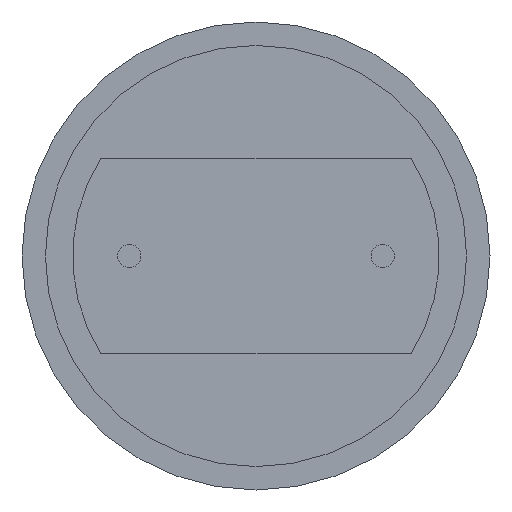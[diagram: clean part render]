
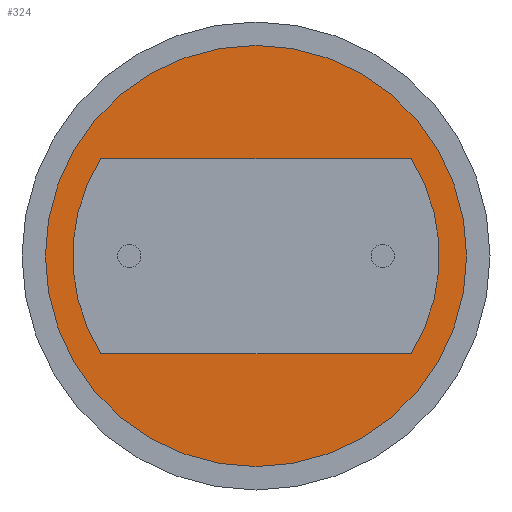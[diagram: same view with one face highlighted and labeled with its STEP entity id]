
A CAD part, front view. The second image highlights one B-rep face of the part: STEP entity #324.
In plain terms, the highlighted planar face has unit normal (0, -1, 0).
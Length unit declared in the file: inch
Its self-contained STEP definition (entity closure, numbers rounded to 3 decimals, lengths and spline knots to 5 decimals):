
#18 = FACE_OUTER_BOUND ( 'NONE', #547, .T. ) ;
#21 = AXIS2_PLACEMENT_3D ( 'NONE', #791, #99, #703 ) ;
#34 = ORIENTED_EDGE ( 'NONE', *, *, #479, .T. ) ;
#42 = AXIS2_PLACEMENT_3D ( 'NONE', #793, #529, #696 ) ;
#50 = CARTESIAN_POINT ( 'NONE',  ( -0.15669, 0.01772, -0.09843 ) ) ;
#52 = VERTEX_POINT ( 'NONE', #1112 ) ;
#89 = VERTEX_POINT ( 'NONE', #50 ) ;
#99 = DIRECTION ( 'NONE',  ( 0., -1., 0. ) ) ;
#128 = DIRECTION ( 'NONE',  ( 0., 0., -1. ) ) ;
#163 = VECTOR ( 'NONE', #1049, 39.37008 ) ;
#174 = LINE ( 'NONE', #1125, #163 ) ;
#181 = ORIENTED_EDGE ( 'NONE', *, *, #705, .F. ) ;
#186 = DIRECTION ( 'NONE',  ( 0., -1., 0. ) ) ;
#223 = EDGE_LOOP ( 'NONE', ( #181, #356, #717, #401 ) ) ;
#238 = AXIS2_PLACEMENT_3D ( 'NONE', #493, #1035, #334 ) ;
#267 = CARTESIAN_POINT ( 'NONE',  ( 0., 0.01772, -0.2126 ) ) ;
#282 = FACE_BOUND ( 'NONE', #223, .T. ) ;
#304 = EDGE_CURVE ( 'NONE', #988, #1092, #600, .T. ) ;
#308 = ORIENTED_EDGE ( 'NONE', *, *, #304, .T. ) ;
#324 = ADVANCED_FACE ( 'NONE', ( #282, #18 ), #440, .T. ) ;
#334 = DIRECTION ( 'NONE',  ( 0., 0., -1. ) ) ;
#356 = ORIENTED_EDGE ( 'NONE', *, *, #748, .F. ) ;
#362 = CIRCLE ( 'NONE', #238, 0.2126 ) ;
#372 = CARTESIAN_POINT ( 'NONE',  ( 0.15669, 0.01772, -0.09843 ) ) ;
#401 = ORIENTED_EDGE ( 'NONE', *, *, #850, .F. ) ;
#440 = PLANE ( 'NONE',  #21 ) ;
#445 = CARTESIAN_POINT ( 'NONE',  ( 0., 0.01772, 0. ) ) ;
#469 = DIRECTION ( 'NONE',  ( 1., 0., 0. ) ) ;
#479 = EDGE_CURVE ( 'NONE', #1092, #988, #362, .T. ) ;
#493 = CARTESIAN_POINT ( 'NONE',  ( 0., 0.01772, 0. ) ) ;
#507 = AXIS2_PLACEMENT_3D ( 'NONE', #445, #186, #796 ) ;
#511 = CIRCLE ( 'NONE', #920, 0.18504 ) ;
#529 = DIRECTION ( 'NONE',  ( 0., -1., 0. ) ) ;
#547 = EDGE_LOOP ( 'NONE', ( #308, #34 ) ) ;
#572 = CARTESIAN_POINT ( 'NONE',  ( 0., 0.01772, 0. ) ) ;
#573 = VERTEX_POINT ( 'NONE', #372 ) ;
#600 = CIRCLE ( 'NONE', #507, 0.2126 ) ;
#665 = CARTESIAN_POINT ( 'NONE',  ( 0., 0.01772, 0.2126 ) ) ;
#696 = DIRECTION ( 'NONE',  ( 0., 0., -1. ) ) ;
#703 = DIRECTION ( 'NONE',  ( 0., 0., -1. ) ) ;
#705 = EDGE_CURVE ( 'NONE', #89, #573, #846, .T. ) ;
#717 = ORIENTED_EDGE ( 'NONE', *, *, #938, .F. ) ;
#748 = EDGE_CURVE ( 'NONE', #52, #89, #1063, .T. ) ;
#762 = CARTESIAN_POINT ( 'NONE',  ( 0.15669, 0.01772, -0.09843 ) ) ;
#791 = CARTESIAN_POINT ( 'NONE',  ( 0., 0.01772, 0. ) ) ;
#793 = CARTESIAN_POINT ( 'NONE',  ( 0., 0.01772, 0. ) ) ;
#796 = DIRECTION ( 'NONE',  ( 0., 0., -1. ) ) ;
#815 = VERTEX_POINT ( 'NONE', #937 ) ;
#846 = LINE ( 'NONE', #762, #876 ) ;
#850 = EDGE_CURVE ( 'NONE', #573, #815, #511, .T. ) ;
#876 = VECTOR ( 'NONE', #469, 39.37008 ) ;
#920 = AXIS2_PLACEMENT_3D ( 'NONE', #572, #1098, #128 ) ;
#937 = CARTESIAN_POINT ( 'NONE',  ( 0.15669, 0.01772, 0.09843 ) ) ;
#938 = EDGE_CURVE ( 'NONE', #815, #52, #174, .T. ) ;
#988 = VERTEX_POINT ( 'NONE', #267 ) ;
#1035 = DIRECTION ( 'NONE',  ( 0., -1., 0. ) ) ;
#1049 = DIRECTION ( 'NONE',  ( -1., 0., 0. ) ) ;
#1063 = CIRCLE ( 'NONE', #42, 0.18504 ) ;
#1092 = VERTEX_POINT ( 'NONE', #665 ) ;
#1098 = DIRECTION ( 'NONE',  ( 0., -1., 0. ) ) ;
#1112 = CARTESIAN_POINT ( 'NONE',  ( -0.15669, 0.01772, 0.09843 ) ) ;
#1125 = CARTESIAN_POINT ( 'NONE',  ( 0.15669, 0.01772, 0.09843 ) ) ;
